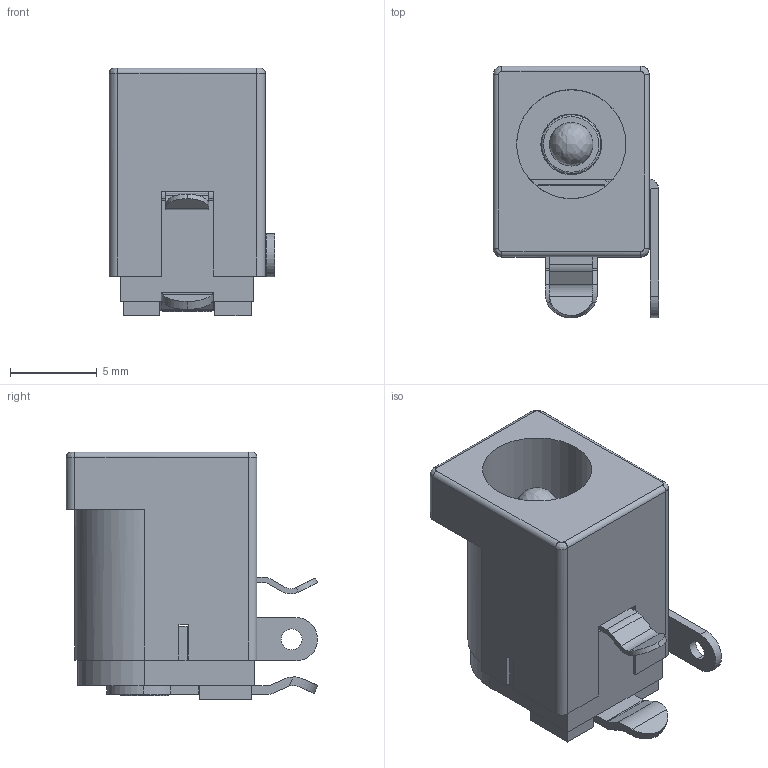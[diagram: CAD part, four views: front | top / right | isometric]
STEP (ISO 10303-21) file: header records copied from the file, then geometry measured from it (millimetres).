
FILE_DESCRIPTION (( 'STEP AP214' ), '1' );
FILE_NAME ('DCJ250-10-A-K1-K.STEP', '2023-06-14T03:21:17', ( '' ), ( '' ), 'SwSTEP 2.0', 'SolidWorks 2022', '' );
FILE_SCHEMA (( 'AUTOMOTIVE_DESIGN' ));
Length unit declared in the file: millimetre
Products named in the file (7): DCJ250-10-A-K1-K; DCJ250-10-A-K1-K_PART5; DCJ250-10-A-K1-K_PART6; DCJ250-10-A-K1-K_PART1; DCJ250-10-A-K1-K_PART3; DCJ250-10-A-K1-K_PART4; DCJ250-10-A-K1-K_PART2
Assembly tree (6 placements, depth 2):
  DCJ250-10-A-K1-K
    DCJ250-10-A-K1-K_PART6
    DCJ250-10-A-K1-K_PART5
    DCJ250-10-A-K1-K_PART4
    DCJ250-10-A-K1-K_PART3
    DCJ250-10-A-K1-K_PART2
    DCJ250-10-A-K1-K_PART1
Bounding box: 9.55 x 14.51 x 14.3 mm (x, y, z)
Volume: 757.3 mm3; surface area: 1704.6 mm2
Topology: 6 solids, 6 shells, 226 faces, 578 edges, 367 vertices
Faces by surface type: plane 125, cylinder 76, bspline 23, cone 2
Entity records: 10649 total; most frequent: CARTESIAN_POINT 2555, ORIENTED_EDGE 1148, DIRECTION 1048, EDGE_CURVE 574, VECTOR 368, LINE 368, VERTEX_POINT 367, AXIS2_PLACEMENT_3D 340
